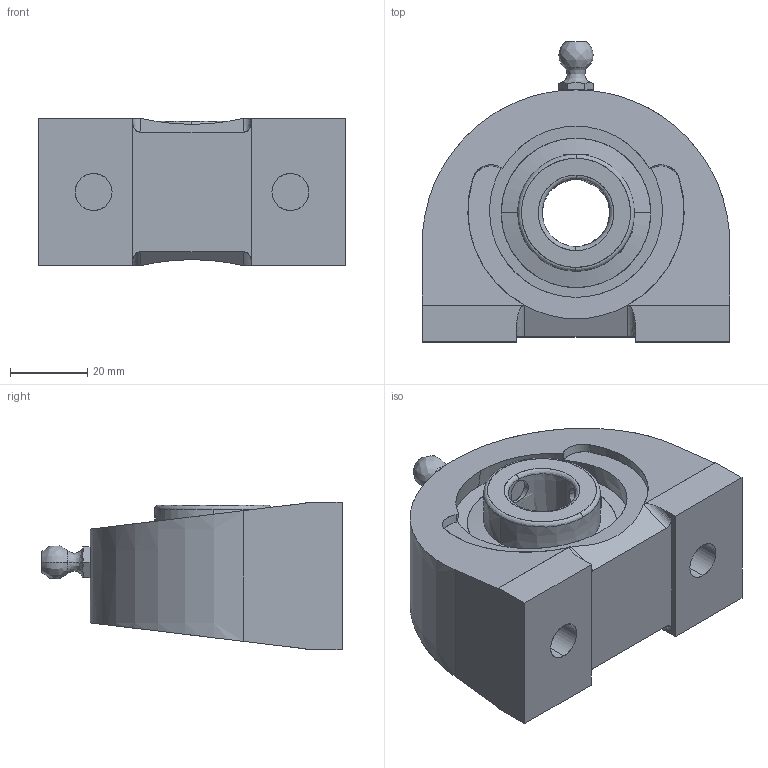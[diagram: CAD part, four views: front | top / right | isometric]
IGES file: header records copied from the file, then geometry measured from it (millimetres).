
Start section: SolidWorks IGES file using analytic representation for surfaces
Global section: file name: TBDEFAU08121012136020.igs; native system: SolidWorks 2017; preprocessor: SolidWorks 2017; author: partstream; date: 170812.101222; units: millimetre
Bounding box: 79.38 x 77.52 x 38.1 mm (x, y, z)
Surface area: 23372.8 mm2 (no closed solid volume)
Topology: 0 solids, 0 shells, 93 faces, 2109 edges, 2109 vertices
Faces by surface type: bspline 57, revolution 36
